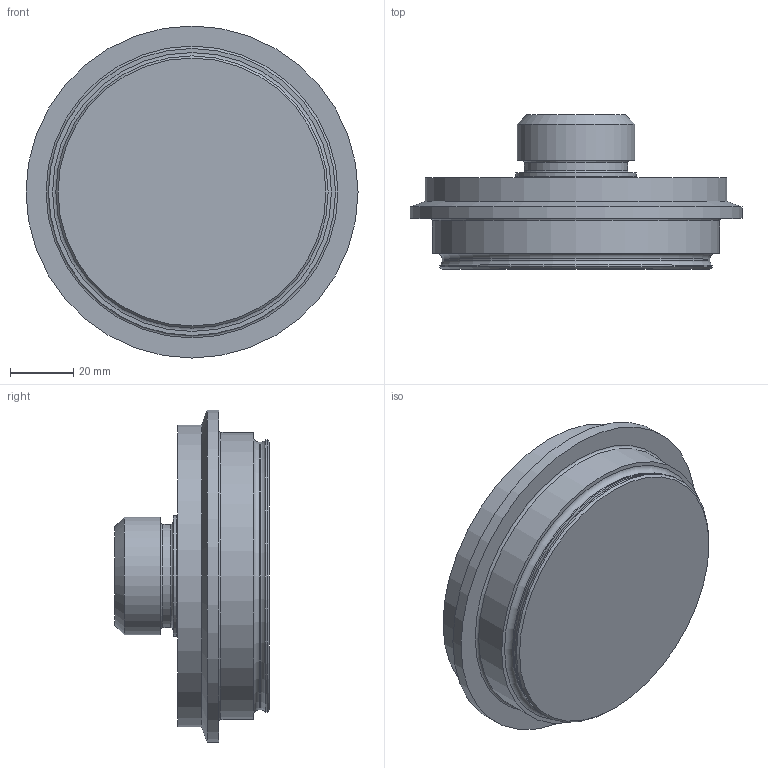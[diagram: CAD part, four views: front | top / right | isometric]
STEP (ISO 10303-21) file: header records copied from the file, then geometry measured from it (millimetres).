
FILE_DESCRIPTION(/* description */ ('STEP AP214'),/* implementation_level */ '2;1');
FILE_NAME(/* name */ '102409 3.STEP',/* time_stamp */ '2021-04-21T13:03:13+06:00',/* author */ ('H7M44K'),/* organization */ (''),/* preprocessor_version */ 'ST-DEVELOPER v18.1',/* originating_system */ 'Autodesk Inventor 2020',/* authorisation */ '');
FILE_SCHEMA (('AUTOMOTIVE_DESIGN { 1 0 10303 214 3 1 1 }'));
Length unit declared in the file: inch
Products named in the file (1): 102409
Bounding box: 104.78 x 48.77 x 104.78 mm (x, y, z)
Volume: 217571.9 mm3; surface area: 27560.5 mm2
Topology: 1 solids, 1 shells, 24 faces, 65 edges, 48 vertices
Faces by surface type: cylinder 8, plane 7, torus 6, cone 3
Full cylindrical faces by diameter (mm): 32.512 x1, 37.135 x1, 38.1 x1, 84.455 x1, 85.928 x1, 90.576 x1, 95.25 x1, 104.775 x1
Entity records: 858 total; most frequent: DIRECTION 169, CARTESIAN_POINT 138, ORIENTED_EDGE 130, AXIS2_PLACEMENT_3D 79, EDGE_CURVE 65, CIRCLE 54, VERTEX_POINT 48, EDGE_LOOP 29
